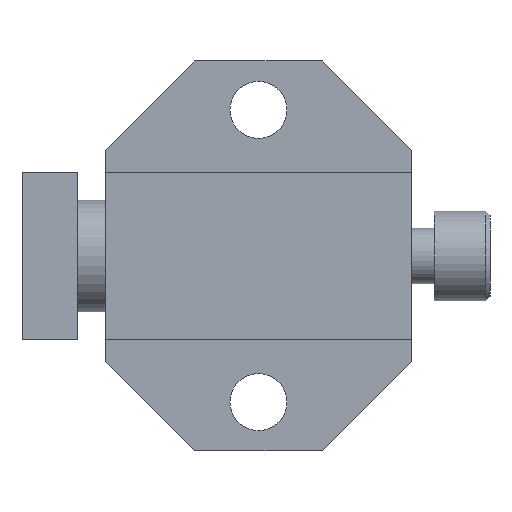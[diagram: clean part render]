
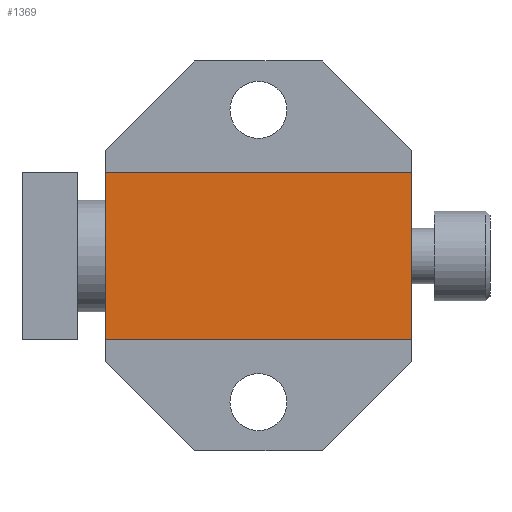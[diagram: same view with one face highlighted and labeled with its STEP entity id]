
A CAD part, front view. The second image highlights one B-rep face of the part: STEP entity #1369.
In plain terms, the highlighted planar face has unit normal (0, -1, 0).
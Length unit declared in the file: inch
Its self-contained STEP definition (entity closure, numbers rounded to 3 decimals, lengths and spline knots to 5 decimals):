
#355=DIRECTION('',(0.,0.,1.));
#356=VECTOR('',#355,0.375);
#357=CARTESIAN_POINT('',(0.3435,0.015,-0.1875));
#358=LINE('',#357,#356);
#405=DIRECTION('',(-1.,0.,0.));
#406=VECTOR('',#405,0.687);
#407=CARTESIAN_POINT('',(0.3435,0.015,0.1875));
#408=LINE('',#407,#406);
#412=DIRECTION('',(1.,0.,0.));
#413=VECTOR('',#412,0.687);
#414=CARTESIAN_POINT('',(-0.3435,0.015,-0.1875));
#415=LINE('',#414,#413);
#435=DIRECTION('',(0.,0.,1.));
#436=VECTOR('',#435,0.375);
#437=CARTESIAN_POINT('',(-0.3435,0.015,-0.1875));
#438=LINE('',#437,#436);
#999=CARTESIAN_POINT('',(-0.3435,0.015,-0.1875));
#1000=CARTESIAN_POINT('',(-0.3435,0.015,0.1875));
#1001=VERTEX_POINT('',#999);
#1002=VERTEX_POINT('',#1000);
#1003=CARTESIAN_POINT('',(0.3435,0.015,-0.1875));
#1004=CARTESIAN_POINT('',(0.3435,0.015,0.1875));
#1005=VERTEX_POINT('',#1003);
#1006=VERTEX_POINT('',#1004);
#1355=CARTESIAN_POINT('',(0.,0.015,0.));
#1356=DIRECTION('',(0.,-1.,0.));
#1357=DIRECTION('',(1.,0.,0.));
#1358=AXIS2_PLACEMENT_3D('',#1355,#1356,#1357);
#1359=PLANE('',#1358);
#1361=ORIENTED_EDGE('',*,*,#1360,.T.);
#1363=ORIENTED_EDGE('',*,*,#1362,.F.);
#1364=ORIENTED_EDGE('',*,*,#1311,.F.);
#1366=ORIENTED_EDGE('',*,*,#1365,.F.);
#1367=EDGE_LOOP('',(#1361,#1363,#1364,#1366));
#1368=FACE_OUTER_BOUND('',#1367,.F.);
#1369=ADVANCED_FACE('',(#1368),#1359,.T.);
#1311=EDGE_CURVE('',#1005,#1006,#358,.T.);
#1360=EDGE_CURVE('',#1001,#1002,#438,.T.);
#1362=EDGE_CURVE('',#1006,#1002,#408,.T.);
#1365=EDGE_CURVE('',#1001,#1005,#415,.T.);
